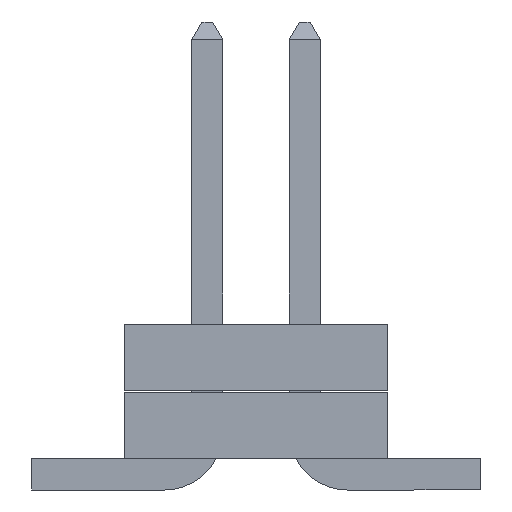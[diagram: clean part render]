
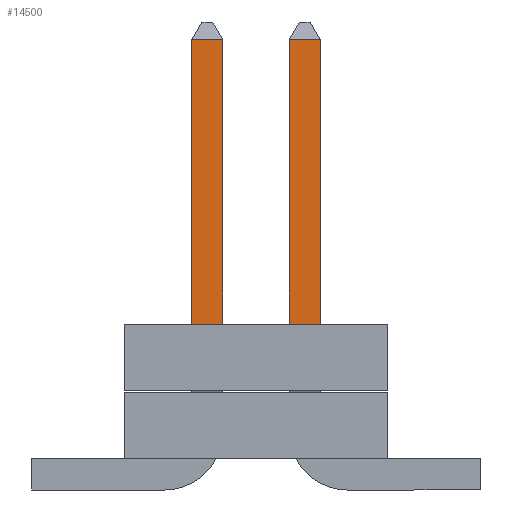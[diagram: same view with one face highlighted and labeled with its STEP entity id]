
A CAD part, left-side view. The second image highlights one B-rep face of the part: STEP entity #14500.
In plain terms, the highlighted planar face has unit normal (-1, 0, 0).
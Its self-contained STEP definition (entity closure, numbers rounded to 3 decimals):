
#221 = VERTEX_POINT('',#222);
#222 = CARTESIAN_POINT('',(-30.048,5.461,0.838));
#2103 = VERTEX_POINT('',#2104);
#2104 = CARTESIAN_POINT('',(-30.048,5.461,-0.838));
#5438 = VERTEX_POINT('',#5439);
#5439 = CARTESIAN_POINT('',(-30.048,5.461,-0.432));
#6897 = VERTEX_POINT('',#6898);
#6898 = CARTESIAN_POINT('',(-30.048,5.461,0.432));
#9857 = EDGE_CURVE('',#221,#9858,#9860,.T.);
#9858 = VERTEX_POINT('',#9859);
#9859 = CARTESIAN_POINT('',(-30.048,0.301,0.838));
#9860 = LINE('',#9861,#9862);
#9861 = CARTESIAN_POINT('',(-30.048,5.461,0.838));
#9862 = VECTOR('',#9863,1.);
#9863 = DIRECTION('',(0.,-1.,0.));
#10969 = EDGE_CURVE('',#9858,#10970,#10972,.T.);
#10970 = VERTEX_POINT('',#10971);
#10971 = CARTESIAN_POINT('',(-30.048,0.301,-0.838));
#10972 = LINE('',#10973,#10974);
#10973 = CARTESIAN_POINT('',(-30.048,0.301,0.838));
#10974 = VECTOR('',#10975,1.);
#10975 = DIRECTION('',(0.,0.,-1.));
#12088 = EDGE_CURVE('',#10970,#2103,#12089,.T.);
#12089 = LINE('',#12090,#12091);
#12090 = CARTESIAN_POINT('',(-30.048,0.301,-0.838));
#12091 = VECTOR('',#12092,1.);
#12092 = DIRECTION('',(0.,1.,0.));
#12205 = EDGE_CURVE('',#5438,#12206,#12208,.T.);
#12206 = VERTEX_POINT('',#12207);
#12207 = CARTESIAN_POINT('',(-30.048,0.555,-0.432));
#12208 = LINE('',#12209,#12210);
#12209 = CARTESIAN_POINT('',(-30.048,5.461,-0.432));
#12210 = VECTOR('',#12211,1.);
#12211 = DIRECTION('',(0.,-1.,0.));
#13317 = EDGE_CURVE('',#12206,#13318,#13320,.T.);
#13318 = VERTEX_POINT('',#13319);
#13319 = CARTESIAN_POINT('',(-30.048,0.555,0.432));
#13320 = LINE('',#13321,#13322);
#13321 = CARTESIAN_POINT('',(-30.048,0.555,-0.432));
#13322 = VECTOR('',#13323,1.);
#13323 = DIRECTION('',(0.,0.,1.));
#14436 = EDGE_CURVE('',#13318,#6897,#14437,.T.);
#14437 = LINE('',#14438,#14439);
#14438 = CARTESIAN_POINT('',(-30.048,0.555,0.432));
#14439 = VECTOR('',#14440,1.);
#14440 = DIRECTION('',(0.,1.,0.));
#14500 = ADVANCED_FACE('',(#14501),#14521,.F.);
#14501 = FACE_BOUND('',#14502,.T.);
#14502 = EDGE_LOOP('',(#14503,#14504,#14505,#14511,#14512,#14513,#14514,
    #14520));
#14503 = ORIENTED_EDGE('',*,*,#10969,.F.);
#14504 = ORIENTED_EDGE('',*,*,#9857,.F.);
#14505 = ORIENTED_EDGE('',*,*,#14506,.T.);
#14506 = EDGE_CURVE('',#221,#6897,#14507,.T.);
#14507 = LINE('',#14508,#14509);
#14508 = CARTESIAN_POINT('',(-30.048,5.461,0.));
#14509 = VECTOR('',#14510,1.);
#14510 = DIRECTION('',(0.,0.,-1.));
#14511 = ORIENTED_EDGE('',*,*,#14436,.F.);
#14512 = ORIENTED_EDGE('',*,*,#13317,.F.);
#14513 = ORIENTED_EDGE('',*,*,#12205,.F.);
#14514 = ORIENTED_EDGE('',*,*,#14515,.T.);
#14515 = EDGE_CURVE('',#5438,#2103,#14516,.T.);
#14516 = LINE('',#14517,#14518);
#14517 = CARTESIAN_POINT('',(-30.048,5.461,0.));
#14518 = VECTOR('',#14519,1.);
#14519 = DIRECTION('',(0.,0.,-1.));
#14520 = ORIENTED_EDGE('',*,*,#12088,.F.);
#14521 = PLANE('',#14522);
#14522 = AXIS2_PLACEMENT_3D('',#14523,#14524,#14525);
#14523 = CARTESIAN_POINT('',(-30.048,0.,0.));
#14524 = DIRECTION('',(1.,0.,0.));
#14525 = DIRECTION('',(0.,0.,-1.));
